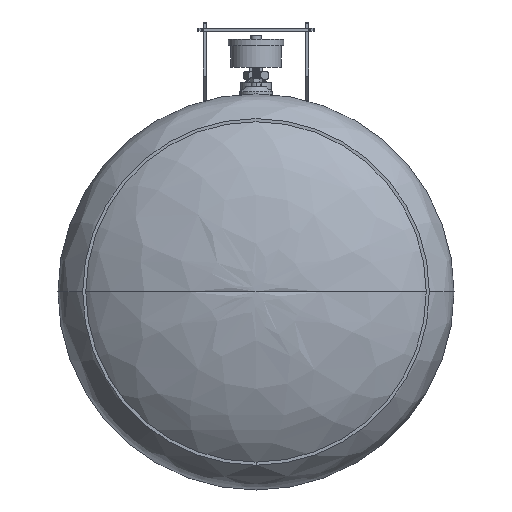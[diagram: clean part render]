
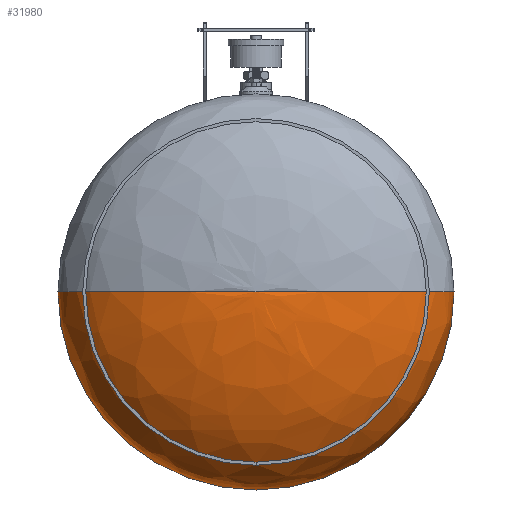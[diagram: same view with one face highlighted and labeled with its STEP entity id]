
A CAD part, front view. The second image highlights one B-rep face of the part: STEP entity #31980.
In plain terms, the highlighted free-form (B-spline) face has degree [3, 3] with [4, 4] control points.
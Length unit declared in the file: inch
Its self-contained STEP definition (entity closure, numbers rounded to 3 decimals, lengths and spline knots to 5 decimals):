
#177 = CARTESIAN_POINT ( 'NONE',  ( -8., 0.5125, 0. ) ) ;
#428 = CARTESIAN_POINT ( 'NONE',  ( 0., 4.562, 0. ) ) ;
#1436 = EDGE_CURVE ( 'NONE', #16009, #19274, #2055, .T. ) ;
#1743 = CARTESIAN_POINT ( 'NONE',  ( 0., 0.5125, 0. ) ) ;
#1753 = CARTESIAN_POINT ( 'NONE',  ( 0., 0.5125, 0. ) ) ;
#1778 = EDGE_CURVE ( 'NONE', #10305, #16937, #39689, .T. ) ;
#2055 =( BOUNDED_CURVE ( )  B_SPLINE_CURVE ( 3, ( #12130, #16265, #37630, #28799 ),
 .UNSPECIFIED., .F., .F. ) 
 B_SPLINE_CURVE_WITH_KNOTS ( ( 4, 4 ),
 ( 1.5708, 3.14159 ),
 .UNSPECIFIED. ) 
 CURVE ( )  GEOMETRIC_REPRESENTATION_ITEM ( )  RATIONAL_B_SPLINE_CURVE ( ( 1., 0.805, 0.805, 1. ) ) 
 REPRESENTATION_ITEM ( '' )  );
#2227 = EDGE_CURVE ( 'NONE', #19274, #10305, #2765, .T. ) ;
#2765 = CIRCLE ( 'NONE', #13330, 8. ) ;
#5671 = DIRECTION ( 'NONE',  ( 0., 0., -1. ) ) ;
#5793 = CARTESIAN_POINT ( 'NONE',  ( 4.68629, 4.562, 9.37258 ) ) ;
#8913 = CARTESIAN_POINT ( 'NONE',  ( 0., 4.562, 0. ) ) ;
#10029 =( BOUNDED_SURFACE ( )  B_SPLINE_SURFACE ( 3, 3, ( 
 ( #16147, #428, #8913, #28067 ),
 ( #21509, #5793, #18395, #40572 ),
 ( #12415, #24989, #35600, #22734 ),
 ( #23866, #32330, #38106, #29470 ) ),
 .UNSPECIFIED., .F., .F., .F. ) 
 B_SPLINE_SURFACE_WITH_KNOTS ( ( 4, 4 ),
 ( 4, 4 ),
 ( 0., 1. ),
 ( 0., 1. ),
 .UNSPECIFIED. ) 
 GEOMETRIC_REPRESENTATION_ITEM ( )  RATIONAL_B_SPLINE_SURFACE ( (
 ( 1., 0.333, 0.333, 1.),
 ( 0.805, 0.268, 0.268, 0.805),
 ( 0.805, 0.268, 0.268, 0.805),
 ( 1., 0.333, 0.333, 1.) ) ) 
 REPRESENTATION_ITEM ( '' )  SURFACE ( )  );
#10305 = VERTEX_POINT ( 'NONE', #37419 ) ;
#11018 = CARTESIAN_POINT ( 'NONE',  ( 8., 0.5125, 0. ) ) ;
#11647 = DIRECTION ( 'NONE',  ( 0., -1., 0. ) ) ;
#11962 = CARTESIAN_POINT ( 'NONE',  ( 0., 4.562, 0. ) ) ;
#12130 = CARTESIAN_POINT ( 'NONE',  ( 0., 4.562, 0. ) ) ;
#12415 = CARTESIAN_POINT ( 'NONE',  ( 8., 2.88464, 0. ) ) ;
#13330 = AXIS2_PLACEMENT_3D ( 'NONE', #1743, #11647, #23832 ) ;
#16009 = VERTEX_POINT ( 'NONE', #36736 ) ;
#16147 = CARTESIAN_POINT ( 'NONE',  ( 0., 4.562, 0. ) ) ;
#16265 = CARTESIAN_POINT ( 'NONE',  ( 4.68629, 4.562, 0. ) ) ;
#16937 = VERTEX_POINT ( 'NONE', #20564 ) ;
#18395 = CARTESIAN_POINT ( 'NONE',  ( -4.68629, 4.562, 9.37258 ) ) ;
#19208 = FACE_OUTER_BOUND ( 'NONE', #39814, .T. ) ;
#19274 = VERTEX_POINT ( 'NONE', #11018 ) ;
#20564 = CARTESIAN_POINT ( 'NONE',  ( -8., 0.5125, 0. ) ) ;
#21509 = CARTESIAN_POINT ( 'NONE',  ( 4.68629, 4.562, 0. ) ) ;
#22734 = CARTESIAN_POINT ( 'NONE',  ( -8., 2.88464, 0. ) ) ;
#23327 = AXIS2_PLACEMENT_3D ( 'NONE', #1753, #30190, #5671 ) ;
#23832 = DIRECTION ( 'NONE',  ( 0., 0., -1. ) ) ;
#23866 = CARTESIAN_POINT ( 'NONE',  ( 8., 0.5125, 0. ) ) ;
#24553 = CARTESIAN_POINT ( 'NONE',  ( -8., 2.88464, 0. ) ) ;
#24989 = CARTESIAN_POINT ( 'NONE',  ( 8., 2.88464, 16. ) ) ;
#28067 = CARTESIAN_POINT ( 'NONE',  ( 0., 4.562, 0. ) ) ;
#28799 = CARTESIAN_POINT ( 'NONE',  ( 8., 0.5125, 0. ) ) ;
#29266 =( BOUNDED_CURVE ( )  B_SPLINE_CURVE ( 3, ( #11962, #40534, #24553, #177 ),
 .UNSPECIFIED., .F., .F. ) 
 B_SPLINE_CURVE_WITH_KNOTS ( ( 4, 4 ),
 ( 1.5708, 3.14159 ),
 .UNSPECIFIED. ) 
 CURVE ( )  GEOMETRIC_REPRESENTATION_ITEM ( )  RATIONAL_B_SPLINE_CURVE ( ( 1., 0.805, 0.805, 1. ) ) 
 REPRESENTATION_ITEM ( '' )  );
#29470 = CARTESIAN_POINT ( 'NONE',  ( -8., 0.5125, 0. ) ) ;
#30190 = DIRECTION ( 'NONE',  ( 0., -1., 0. ) ) ;
#31980 = ADVANCED_FACE ( 'NONE', ( #19208 ), #10029, .F. ) ;
#32330 = CARTESIAN_POINT ( 'NONE',  ( 8., 0.5125, 16. ) ) ;
#32354 = ORIENTED_EDGE ( 'NONE', *, *, #1778, .F. ) ;
#35064 = ORIENTED_EDGE ( 'NONE', *, *, #2227, .F. ) ;
#35506 = ORIENTED_EDGE ( 'NONE', *, *, #1436, .F. ) ;
#35600 = CARTESIAN_POINT ( 'NONE',  ( -8., 2.88464, 16. ) ) ;
#35859 = EDGE_CURVE ( 'NONE', #16009, #16937, #29266, .T. ) ;
#36736 = CARTESIAN_POINT ( 'NONE',  ( 0., 4.562, 0. ) ) ;
#37419 = CARTESIAN_POINT ( 'NONE',  ( 0., 0.5125, 8. ) ) ;
#37630 = CARTESIAN_POINT ( 'NONE',  ( 8., 2.88464, 0. ) ) ;
#38106 = CARTESIAN_POINT ( 'NONE',  ( -8., 0.5125, 16. ) ) ;
#39689 = CIRCLE ( 'NONE', #23327, 8. ) ;
#39814 = EDGE_LOOP ( 'NONE', ( #35506, #40076, #32354, #35064 ) ) ;
#40076 = ORIENTED_EDGE ( 'NONE', *, *, #35859, .T. ) ;
#40534 = CARTESIAN_POINT ( 'NONE',  ( -4.68629, 4.562, 0. ) ) ;
#40572 = CARTESIAN_POINT ( 'NONE',  ( -4.68629, 4.562, 0. ) ) ;
